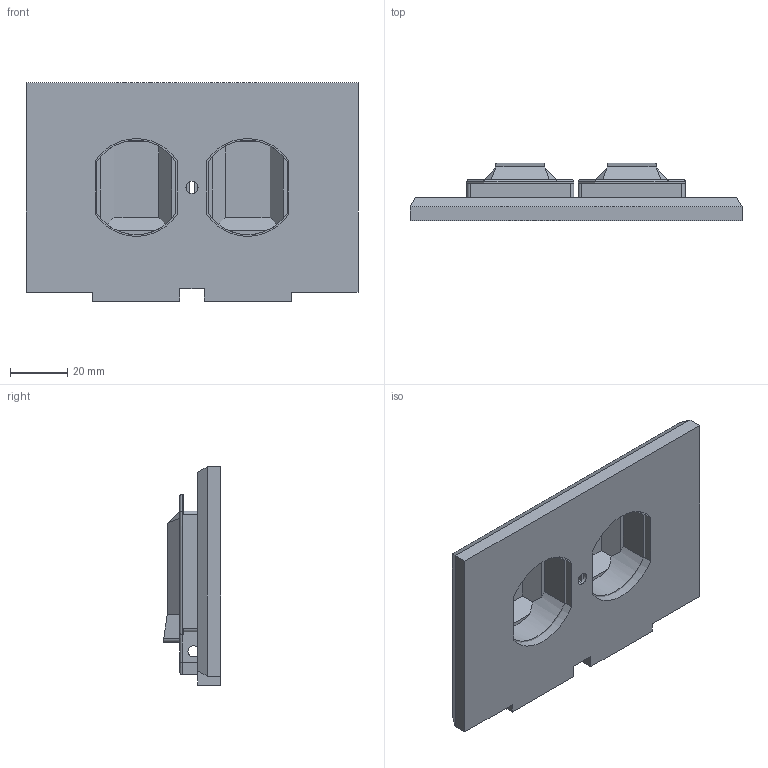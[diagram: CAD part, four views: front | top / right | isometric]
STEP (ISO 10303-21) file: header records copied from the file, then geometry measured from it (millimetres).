
FILE_DESCRIPTION (( 'STEP AP214' ), '1' );
FILE_NAME ('ORC4907-M01.STEP', '2024-06-07T13:59:54', ( '' ), ( '' ), 'SwSTEP 2.0', 'SolidWorks 2020', '' );
FILE_SCHEMA (( 'AUTOMOTIVE_DESIGN' ));
Length unit declared in the file: inch
Products named in the file (1): ORC4907-M01
Bounding box: 115.87 x 20.15 x 76.18 mm (x, y, z)
Surface area: 33540.1 mm2 (no closed solid volume)
Topology: 0 solids, 5 shells, 174 faces, 559 edges, 382 vertices
Faces by surface type: plane 112, cylinder 60, sphere 2
Entity records: 8350 total; most frequent: CARTESIAN_POINT 1240, DIRECTION 973, ORIENTED_EDGE 966, EDGE_CURVE 557, LINE 407, VECTOR 407, VERTEX_POINT 382, AXIS2_PLACEMENT_3D 283
